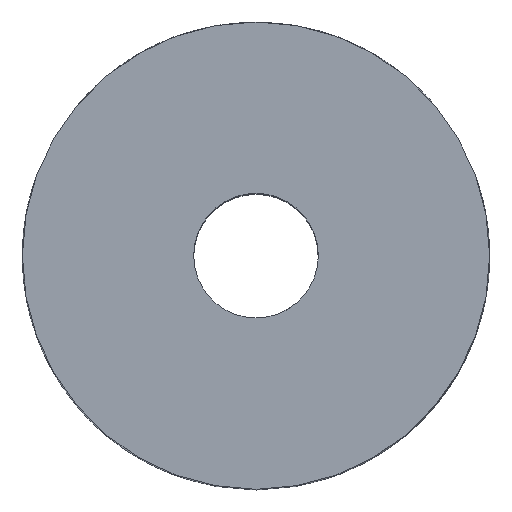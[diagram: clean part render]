
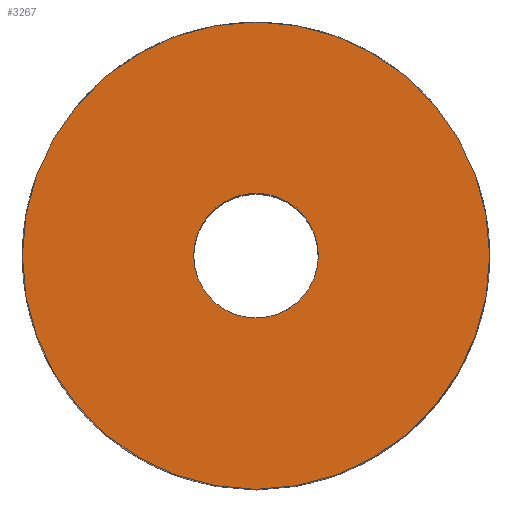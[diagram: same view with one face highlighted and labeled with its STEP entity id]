
A CAD part, top view. The second image highlights one B-rep face of the part: STEP entity #3267.
In plain terms, the highlighted planar face has unit normal (0, 0, 1).
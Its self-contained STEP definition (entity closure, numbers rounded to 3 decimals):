
#176=PLANE('',#3468);
#183=FACE_BOUND('',#742,.T.);
#569=FACE_OUTER_BOUND('',#741,.T.);
#741=EDGE_LOOP('',(#3099));
#742=EDGE_LOOP('',(#3100));
#1285=CIRCLE('',#3274,15.);
#1289=CIRCLE('',#3467,4.);
#1292=VERTEX_POINT('',#4147);
#1618=VERTEX_POINT('',#6405);
#1622=EDGE_CURVE('',#1292,#1292,#1285,.T.);
#2110=EDGE_CURVE('',#1618,#1618,#1289,.T.);
#3099=ORIENTED_EDGE('',*,*,#1622,.T.);
#3100=ORIENTED_EDGE('',*,*,#2110,.T.);
#3267=ADVANCED_FACE('',(#569,#183),#176,.T.);
#3274=AXIS2_PLACEMENT_3D('',#4148,#3480,#3481);
#3467=AXIS2_PLACEMENT_3D('',#6406,#4133,#4134);
#3468=AXIS2_PLACEMENT_3D('',#6409,#4137,#4138);
#3480=DIRECTION('center_axis',(0.,0.,1.));
#3481=DIRECTION('ref_axis',(1.,0.,0.));
#4133=DIRECTION('center_axis',(0.,0.,-1.));
#4134=DIRECTION('ref_axis',(1.,0.,0.));
#4137=DIRECTION('center_axis',(0.,0.,1.));
#4138=DIRECTION('ref_axis',(1.,0.,0.));
#4147=CARTESIAN_POINT('',(-15.,0.,22.));
#4148=CARTESIAN_POINT('Origin',(0.,0.,22.));
#6405=CARTESIAN_POINT('',(-4.,0.,22.));
#6406=CARTESIAN_POINT('Origin',(0.,0.,22.));
#6409=CARTESIAN_POINT('Origin',(0.,0.,22.));
